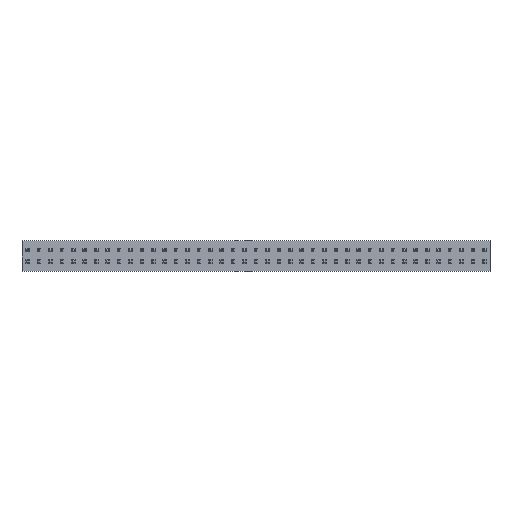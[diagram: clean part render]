
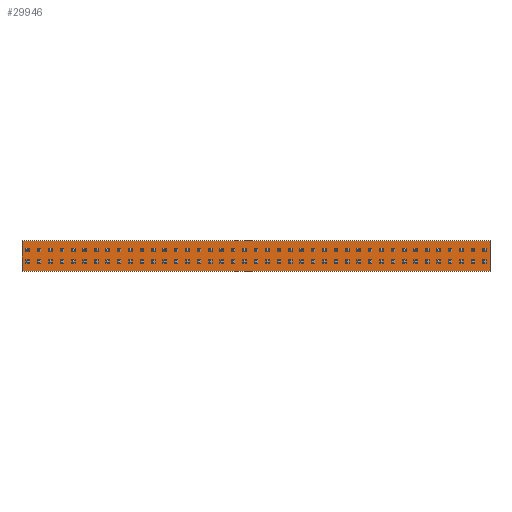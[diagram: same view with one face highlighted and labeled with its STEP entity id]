
A CAD part, top view. The second image highlights one B-rep face of the part: STEP entity #29946.
In plain terms, the highlighted face is planar.
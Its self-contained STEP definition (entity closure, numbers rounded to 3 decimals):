
#29814 = EDGE_CURVE('',#29815,#29817,#29819,.T.);
#29815 = VERTEX_POINT('',#29816);
#29816 = CARTESIAN_POINT('',(-26.035,1.778,-1.715));
#29817 = VERTEX_POINT('',#29818);
#29818 = CARTESIAN_POINT('',(-26.035,1.778,1.715));
#29819 = LINE('',#29820,#29821);
#29820 = CARTESIAN_POINT('',(-26.035,1.778,-1.715));
#29821 = VECTOR('',#29822,1.);
#29822 = DIRECTION('',(0.,0.,1.));
#29854 = EDGE_CURVE('',#29817,#29855,#29857,.T.);
#29855 = VERTEX_POINT('',#29856);
#29856 = CARTESIAN_POINT('',(26.035,1.778,1.715));
#29857 = LINE('',#29858,#29859);
#29858 = CARTESIAN_POINT('',(-26.035,1.778,1.715));
#29859 = VECTOR('',#29860,1.);
#29860 = DIRECTION('',(1.,0.,0.));
#29885 = EDGE_CURVE('',#29855,#29886,#29888,.T.);
#29886 = VERTEX_POINT('',#29887);
#29887 = CARTESIAN_POINT('',(26.035,1.778,-1.715));
#29888 = LINE('',#29889,#29890);
#29889 = CARTESIAN_POINT('',(26.035,1.778,1.715));
#29890 = VECTOR('',#29891,1.);
#29891 = DIRECTION('',(0.,0.,-1.));
#29916 = EDGE_CURVE('',#29886,#29815,#29917,.T.);
#29917 = LINE('',#29918,#29919);
#29918 = CARTESIAN_POINT('',(26.035,1.778,-1.715));
#29919 = VECTOR('',#29920,1.);
#29920 = DIRECTION('',(-1.,0.,0.));
#29946 = ADVANCED_FACE('',(#29947),#29953,.T.);
#29947 = FACE_BOUND('',#29948,.T.);
#29948 = EDGE_LOOP('',(#29949,#29950,#29951,#29952));
#29949 = ORIENTED_EDGE('',*,*,#29814,.T.);
#29950 = ORIENTED_EDGE('',*,*,#29854,.T.);
#29951 = ORIENTED_EDGE('',*,*,#29885,.T.);
#29952 = ORIENTED_EDGE('',*,*,#29916,.T.);
#29953 = PLANE('',#29954);
#29954 = AXIS2_PLACEMENT_3D('',#29955,#29956,#29957);
#29955 = CARTESIAN_POINT('',(0.,1.778,0.));
#29956 = DIRECTION('',(0.,1.,0.));
#29957 = DIRECTION('',(0.,-0.,1.));
